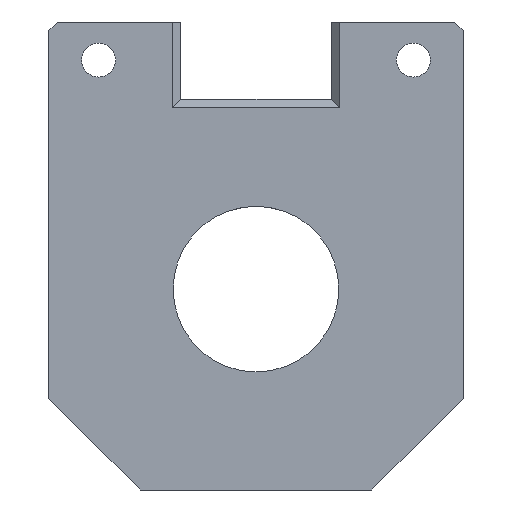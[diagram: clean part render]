
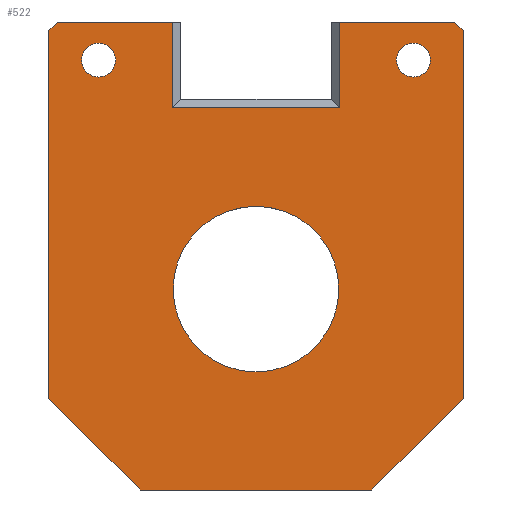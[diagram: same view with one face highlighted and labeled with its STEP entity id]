
A CAD part, left-side view. The second image highlights one B-rep face of the part: STEP entity #522.
In plain terms, the highlighted planar face has unit normal (-1, 0, 0).
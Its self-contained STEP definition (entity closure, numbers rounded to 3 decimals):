
#24=FACE_BOUND('',#115,.T.);
#25=FACE_BOUND('',#116,.T.);
#26=FACE_BOUND('',#117,.T.);
#47=PLANE('',#580);
#76=FACE_OUTER_BOUND('',#114,.T.);
#114=EDGE_LOOP('',(#471,#472,#473,#474,#475,#476,#477,#478,#479,#480,#481,
#482));
#115=EDGE_LOOP('',(#483));
#116=EDGE_LOOP('',(#484));
#117=EDGE_LOOP('',(#485));
#140=LINE('',#813,#191);
#151=LINE('',#860,#202);
#154=LINE('',#865,#205);
#156=LINE('',#869,#207);
#157=LINE('',#872,#208);
#159=LINE('',#876,#210);
#161=LINE('',#880,#212);
#163=LINE('',#884,#214);
#165=LINE('',#888,#216);
#167=LINE('',#892,#218);
#169=LINE('',#895,#220);
#170=LINE('',#897,#221);
#191=VECTOR('',#623,10.);
#202=VECTOR('',#680,10.);
#205=VECTOR('',#685,10.);
#207=VECTOR('',#689,10.);
#208=VECTOR('',#692,10.);
#210=VECTOR('',#696,10.);
#212=VECTOR('',#700,10.);
#214=VECTOR('',#704,10.);
#216=VECTOR('',#708,10.);
#218=VECTOR('',#712,10.);
#220=VECTOR('',#716,10.);
#221=VECTOR('',#719,10.);
#234=CIRCLE('',#564,2.05);
#235=CIRCLE('',#566,2.05);
#236=CIRCLE('',#568,10.);
#259=VERTEX_POINT('',#811);
#260=VERTEX_POINT('',#812);
#269=VERTEX_POINT('',#845);
#270=VERTEX_POINT('',#849);
#271=VERTEX_POINT('',#853);
#272=VERTEX_POINT('',#857);
#273=VERTEX_POINT('',#859);
#274=VERTEX_POINT('',#863);
#275=VERTEX_POINT('',#867);
#276=VERTEX_POINT('',#871);
#277=VERTEX_POINT('',#875);
#278=VERTEX_POINT('',#879);
#279=VERTEX_POINT('',#883);
#280=VERTEX_POINT('',#887);
#281=VERTEX_POINT('',#891);
#308=EDGE_CURVE('',#259,#260,#140,.T.);
#324=EDGE_CURVE('',#269,#269,#234,.T.);
#326=EDGE_CURVE('',#270,#270,#235,.T.);
#327=EDGE_CURVE('',#271,#271,#236,.F.);
#330=EDGE_CURVE('',#272,#273,#151,.T.);
#333=EDGE_CURVE('',#273,#274,#154,.T.);
#335=EDGE_CURVE('',#274,#275,#156,.T.);
#336=EDGE_CURVE('',#276,#275,#157,.T.);
#338=EDGE_CURVE('',#276,#277,#159,.T.);
#340=EDGE_CURVE('',#278,#277,#161,.F.);
#342=EDGE_CURVE('',#279,#278,#163,.T.);
#344=EDGE_CURVE('',#280,#279,#165,.F.);
#346=EDGE_CURVE('',#281,#280,#167,.T.);
#348=EDGE_CURVE('',#259,#281,#169,.F.);
#349=EDGE_CURVE('',#272,#260,#170,.T.);
#471=ORIENTED_EDGE('',*,*,#308,.F.);
#472=ORIENTED_EDGE('',*,*,#348,.T.);
#473=ORIENTED_EDGE('',*,*,#346,.T.);
#474=ORIENTED_EDGE('',*,*,#344,.T.);
#475=ORIENTED_EDGE('',*,*,#342,.T.);
#476=ORIENTED_EDGE('',*,*,#340,.T.);
#477=ORIENTED_EDGE('',*,*,#338,.F.);
#478=ORIENTED_EDGE('',*,*,#336,.T.);
#479=ORIENTED_EDGE('',*,*,#335,.F.);
#480=ORIENTED_EDGE('',*,*,#333,.F.);
#481=ORIENTED_EDGE('',*,*,#330,.F.);
#482=ORIENTED_EDGE('',*,*,#349,.T.);
#483=ORIENTED_EDGE('',*,*,#327,.T.);
#484=ORIENTED_EDGE('',*,*,#326,.T.);
#485=ORIENTED_EDGE('',*,*,#324,.T.);
#522=ADVANCED_FACE('',(#76,#24,#25,#26),#47,.T.);
#564=AXIS2_PLACEMENT_3D('',#847,#665,#666);
#566=AXIS2_PLACEMENT_3D('',#851,#670,#671);
#568=AXIS2_PLACEMENT_3D('',#854,#674,#675);
#580=AXIS2_PLACEMENT_3D('',#898,#720,#721);
#623=DIRECTION('',(0.,-0.707,0.707));
#665=DIRECTION('center_axis',(1.,0.,0.));
#666=DIRECTION('ref_axis',(0.,1.,0.));
#670=DIRECTION('center_axis',(1.,0.,0.));
#671=DIRECTION('ref_axis',(0.,1.,0.));
#674=DIRECTION('center_axis',(-1.,0.,0.));
#675=DIRECTION('ref_axis',(0.,0.,1.));
#680=DIRECTION('',(0.,0.,-1.));
#685=DIRECTION('',(0.,-1.,0.));
#689=DIRECTION('',(0.,0.,1.));
#692=DIRECTION('',(0.,1.,0.));
#696=DIRECTION('',(0.,-0.707,-0.707));
#700=DIRECTION('',(0.,0.,-1.));
#704=DIRECTION('',(0.,-0.707,0.707));
#708=DIRECTION('',(0.,1.,0.));
#712=DIRECTION('',(0.,-0.707,-0.707));
#716=DIRECTION('',(0.,0.,1.));
#719=DIRECTION('',(0.,1.,0.));
#720=DIRECTION('center_axis',(-1.,0.,0.));
#721=DIRECTION('ref_axis',(0.,0.,1.));
#811=CARTESIAN_POINT('',(54.8,25.,46.5));
#812=CARTESIAN_POINT('',(54.8,24.,47.5));
#813=CARTESIAN_POINT('',(54.8,25.562,45.937));
#845=CARTESIAN_POINT('',(54.8,-21.05,42.9));
#847=CARTESIAN_POINT('Origin',(54.8,-19.,42.9));
#849=CARTESIAN_POINT('',(54.8,16.95,42.9));
#851=CARTESIAN_POINT('Origin',(54.8,19.,42.9));
#853=CARTESIAN_POINT('',(54.8,0.,5.25));
#854=CARTESIAN_POINT('Origin',(54.8,0.,15.25));
#857=CARTESIAN_POINT('',(54.8,10.1,47.5));
#859=CARTESIAN_POINT('',(54.8,10.1,37.2));
#860=CARTESIAN_POINT('',(54.8,10.1,32.875));
#863=CARTESIAN_POINT('',(54.8,-10.1,37.2));
#865=CARTESIAN_POINT('',(54.8,0.,37.2));
#867=CARTESIAN_POINT('',(54.8,-10.1,47.5));
#869=CARTESIAN_POINT('',(54.8,-10.1,32.875));
#871=CARTESIAN_POINT('',(54.8,-24.,47.5));
#872=CARTESIAN_POINT('',(54.8,-26.,47.5));
#875=CARTESIAN_POINT('',(54.8,-25.,46.5));
#876=CARTESIAN_POINT('',(54.8,-25.562,45.937));
#879=CARTESIAN_POINT('',(54.8,-25.,2.));
#880=CARTESIAN_POINT('',(54.8,-25.,10.625));
#883=CARTESIAN_POINT('',(54.8,-14.,-9.));
#884=CARTESIAN_POINT('',(54.8,-12.,-11.));
#887=CARTESIAN_POINT('',(54.8,14.,-9.));
#888=CARTESIAN_POINT('',(54.8,6.,-9.));
#891=CARTESIAN_POINT('',(54.8,25.,2.));
#892=CARTESIAN_POINT('',(54.8,12.,-11.));
#895=CARTESIAN_POINT('',(54.8,25.,32.875));
#897=CARTESIAN_POINT('',(54.8,-26.,47.5));
#898=CARTESIAN_POINT('Origin',(54.8,0.,18.25));
